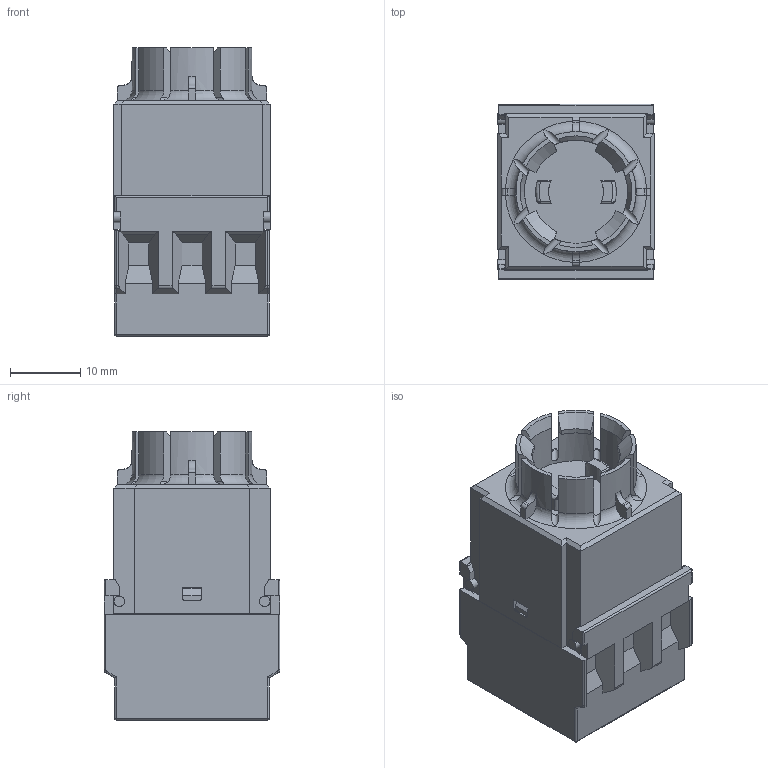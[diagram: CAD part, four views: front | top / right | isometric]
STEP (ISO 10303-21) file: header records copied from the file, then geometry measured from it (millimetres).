
FILE_DESCRIPTION(/* description */ (''),/* implementation_level */ '2;1');
FILE_NAME(/* name */ 'BFK_ipt.stp',/* time_stamp */ '2017-03-30T13:49:05+02:00',/* author */ ('ahoffmann'),/* organization */ (''),/* preprocessor_version */ 'ST-DEVELOPER v16.1',/* originating_system */ 'Autodesk Inventor 2016',/* authorisation */ '');
FILE_SCHEMA (('AUTOMOTIVE_DESIGN { 1 0 10303 214 3 1 1 }'));
Length unit declared in the file: centimetre
Products named in the file (1): BFK
Bounding box: 22.2 x 25 x 41 mm (x, y, z)
Volume: 14999.9 mm3; surface area: 8900.8 mm2
Topology: 1 solids, 5 shells, 682 faces, 1798 edges, 1139 vertices
Faces by surface type: plane 465, cylinder 131, torus 36, bspline 24, cone 18, sphere 8
Full cylindrical faces by diameter (mm): 1.5 x4, 1.9 x4, 2.5 x4, 2.8 x4, 4 x6, 14.7 x1
Entity records: 25842 total; most frequent: CARTESIAN_POINT 9509, ORIENTED_EDGE 3454, DIRECTION 3180, EDGE_CURVE 1727, LINE 1192, VECTOR 1192, VERTEX_POINT 1127, AXIS2_PLACEMENT_3D 994
